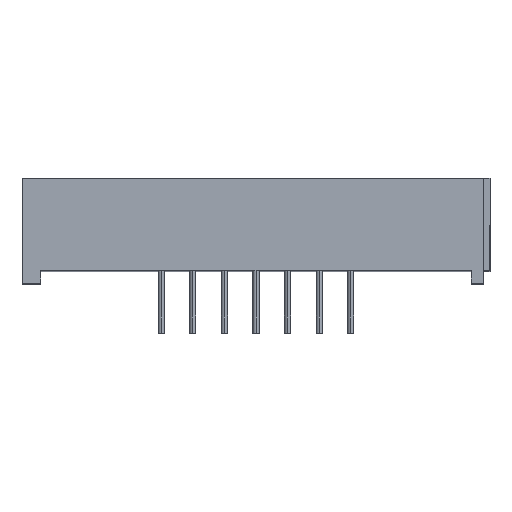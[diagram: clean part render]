
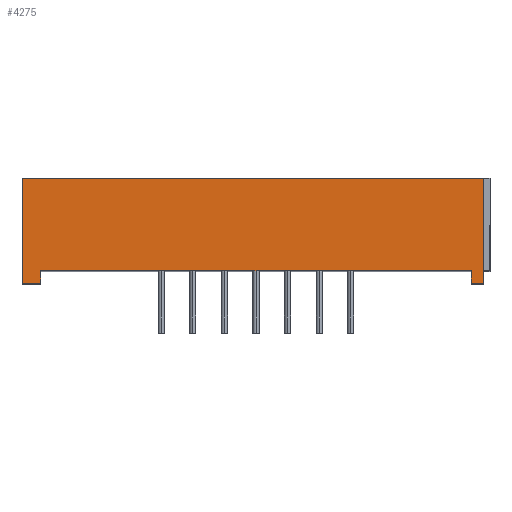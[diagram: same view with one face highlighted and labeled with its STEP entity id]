
A CAD part, top view. The second image highlights one B-rep face of the part: STEP entity #4275.
In plain terms, the highlighted planar face has unit normal (0, 0, 1).
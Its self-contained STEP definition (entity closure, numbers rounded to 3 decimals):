
#1243 = EDGE_LOOP ( 'NONE', ( #5342, #5341, #5343, #5339, #5340, #5338, #5337, #5335 ) ) ;
#3946 = EDGE_CURVE ( 'NONE', #6769, #6767, #12109, .T. ) ;
#4275 = ADVANCED_FACE ( 'NONE', ( #13220 ), #13829, .F. ) ;
#5335 = ORIENTED_EDGE ( 'NONE', *, *, #6991, .F. ) ;
#5337 = ORIENTED_EDGE ( 'NONE', *, *, #6992, .T. ) ;
#5338 = ORIENTED_EDGE ( 'NONE', *, *, #3946, .T. ) ;
#5339 = ORIENTED_EDGE ( 'NONE', *, *, #6994, .F. ) ;
#5340 = ORIENTED_EDGE ( 'NONE', *, *, #6993, .T. ) ;
#5341 = ORIENTED_EDGE ( 'NONE', *, *, #7007, .T. ) ;
#5342 = ORIENTED_EDGE ( 'NONE', *, *, #6996, .T. ) ;
#5343 = ORIENTED_EDGE ( 'NONE', *, *, #6995, .T. ) ;
#5423 = VERTEX_POINT ( 'NONE', #16604 ) ;
#5424 = VERTEX_POINT ( 'NONE', #16605 ) ;
#5430 = VERTEX_POINT ( 'NONE', #16611 ) ;
#5431 = VERTEX_POINT ( 'NONE', #16612 ) ;
#5432 = VERTEX_POINT ( 'NONE', #16613 ) ;
#5433 = VERTEX_POINT ( 'NONE', #16614 ) ;
#6767 = VERTEX_POINT ( 'NONE', #17098 ) ;
#6769 = VERTEX_POINT ( 'NONE', #17100 ) ;
#6991 = EDGE_CURVE ( 'NONE', #5430, #5433, #17324, .T. ) ;
#6992 = EDGE_CURVE ( 'NONE', #6767, #5433, #17327, .T. ) ;
#6993 = EDGE_CURVE ( 'NONE', #5432, #6769, #17330, .T. ) ;
#6994 = EDGE_CURVE ( 'NONE', #5432, #5431, #17333, .T. ) ;
#6995 = EDGE_CURVE ( 'NONE', #5423, #5431, #17336, .T. ) ;
#6996 = EDGE_CURVE ( 'NONE', #5430, #5424, #17339, .T. ) ;
#7007 = EDGE_CURVE ( 'NONE', #5424, #5423, #17372, .T. ) ;
#11664 = VECTOR ( 'NONE', #12111, 1000. ) ;
#12109 = LINE ( 'NONE', #12110, #11664 ) ;
#12110 = CARTESIAN_POINT ( 'NONE',  ( 0., -3.225, 26.5 ) ) ;
#12111 = DIRECTION ( 'NONE',  ( 1., 0., 0. ) ) ;
#13220 = FACE_OUTER_BOUND ( 'NONE', #1243, .T. ) ;
#13226 = AXIS2_PLACEMENT_3D ( 'NONE', #13830, #13831, #13832 ) ;
#13829 = PLANE ( 'NONE',  #13226 ) ;
#13830 = CARTESIAN_POINT ( 'NONE',  ( 18.825, 0., 26.5 ) ) ;
#13831 = DIRECTION ( 'NONE',  ( 0., 0., -1. ) ) ;
#13832 = DIRECTION ( 'NONE',  ( -1., 0., 0. ) ) ;
#16604 = CARTESIAN_POINT ( 'NONE',  ( -18.825, 4.225, 26.5 ) ) ;
#16605 = CARTESIAN_POINT ( 'NONE',  ( 18.325, 4.225, 26.5 ) ) ;
#16611 = CARTESIAN_POINT ( 'NONE',  ( 18.325, -4.225, 26.5 ) ) ;
#16612 = CARTESIAN_POINT ( 'NONE',  ( -18.825, -4.225, 26.5 ) ) ;
#16613 = CARTESIAN_POINT ( 'NONE',  ( -17.325, -4.225, 26.5 ) ) ;
#16614 = CARTESIAN_POINT ( 'NONE',  ( 17.325, -4.225, 26.5 ) ) ;
#17098 = CARTESIAN_POINT ( 'NONE',  ( 17.325, -3.225, 26.5 ) ) ;
#17100 = CARTESIAN_POINT ( 'NONE',  ( -17.325, -3.225, 26.5 ) ) ;
#17324 = LINE ( 'NONE', #17325, #17744 ) ;
#17325 = CARTESIAN_POINT ( 'NONE',  ( 18.825, -4.225, 26.5 ) ) ;
#17326 = DIRECTION ( 'NONE',  ( -1., 0., 0. ) ) ;
#17327 = LINE ( 'NONE', #17328, #17745 ) ;
#17328 = CARTESIAN_POINT ( 'NONE',  ( 17.325, -30.155, 26.5 ) ) ;
#17329 = DIRECTION ( 'NONE',  ( 0., -1., 0. ) ) ;
#17330 = LINE ( 'NONE', #17331, #17746 ) ;
#17331 = CARTESIAN_POINT ( 'NONE',  ( -17.325, -30.155, 26.5 ) ) ;
#17332 = DIRECTION ( 'NONE',  ( 0., 1., 0. ) ) ;
#17333 = LINE ( 'NONE', #17334, #17747 ) ;
#17334 = CARTESIAN_POINT ( 'NONE',  ( 18.825, -4.225, 26.5 ) ) ;
#17335 = DIRECTION ( 'NONE',  ( -1., 0., 0. ) ) ;
#17336 = LINE ( 'NONE', #17337, #17748 ) ;
#17337 = CARTESIAN_POINT ( 'NONE',  ( -18.825, 0., 26.5 ) ) ;
#17338 = DIRECTION ( 'NONE',  ( 0., -1., 0. ) ) ;
#17339 = LINE ( 'NONE', #17340, #17749 ) ;
#17340 = CARTESIAN_POINT ( 'NONE',  ( 18.325, -8.225, 26.5 ) ) ;
#17341 = DIRECTION ( 'NONE',  ( 0., 1., 0. ) ) ;
#17372 = LINE ( 'NONE', #17373, #17760 ) ;
#17373 = CARTESIAN_POINT ( 'NONE',  ( 18.825, 4.225, 26.5 ) ) ;
#17374 = DIRECTION ( 'NONE',  ( -1., 0., 0. ) ) ;
#17744 = VECTOR ( 'NONE', #17326, 1000. ) ;
#17745 = VECTOR ( 'NONE', #17329, 1000. ) ;
#17746 = VECTOR ( 'NONE', #17332, 1000. ) ;
#17747 = VECTOR ( 'NONE', #17335, 1000. ) ;
#17748 = VECTOR ( 'NONE', #17338, 1000. ) ;
#17749 = VECTOR ( 'NONE', #17341, 1000. ) ;
#17760 = VECTOR ( 'NONE', #17374, 1000. ) ;
